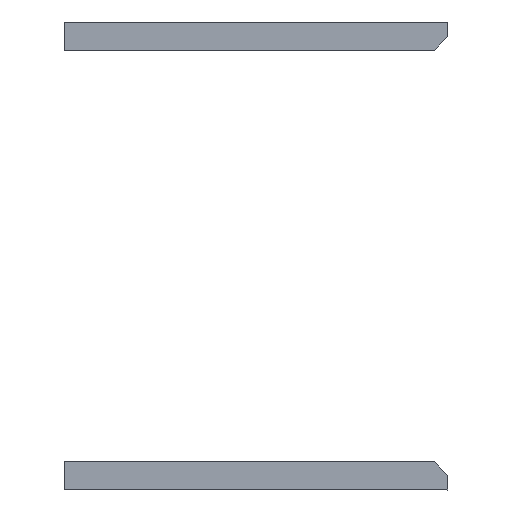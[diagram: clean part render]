
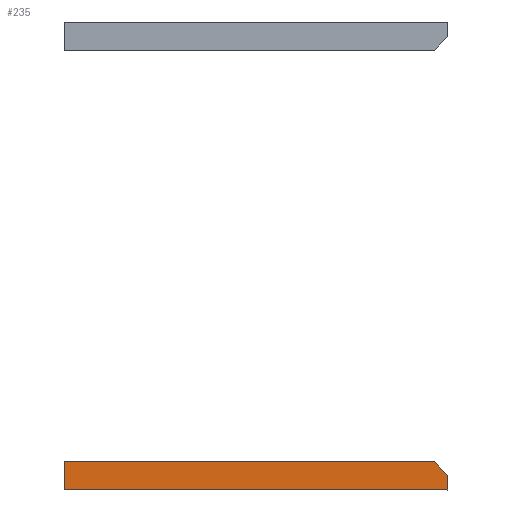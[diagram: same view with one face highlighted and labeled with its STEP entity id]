
A CAD part, front view. The second image highlights one B-rep face of the part: STEP entity #235.
In plain terms, the highlighted planar face has unit normal (0, -1, 0).
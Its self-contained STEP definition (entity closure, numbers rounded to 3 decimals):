
#23=FACE_OUTER_BOUND('',#37,.T.);
#37=EDGE_LOOP('',(#180,#181,#182,#183,#184));
#45=LINE('',#336,#75);
#49=LINE('',#344,#79);
#52=LINE('',#350,#82);
#55=LINE('',#356,#85);
#58=LINE('',#361,#88);
#75=VECTOR('',#276,10.);
#79=VECTOR('',#282,10.);
#82=VECTOR('',#287,10.);
#85=VECTOR('',#292,10.);
#88=VECTOR('',#297,10.);
#105=VERTEX_POINT('',#334);
#106=VERTEX_POINT('',#335);
#109=VERTEX_POINT('',#343);
#111=VERTEX_POINT('',#349);
#113=VERTEX_POINT('',#355);
#125=EDGE_CURVE('',#105,#106,#45,.T.);
#129=EDGE_CURVE('',#109,#106,#49,.T.);
#132=EDGE_CURVE('',#111,#109,#52,.T.);
#135=EDGE_CURVE('',#113,#111,#55,.T.);
#138=EDGE_CURVE('',#105,#113,#58,.T.);
#180=ORIENTED_EDGE('',*,*,#138,.T.);
#181=ORIENTED_EDGE('',*,*,#135,.T.);
#182=ORIENTED_EDGE('',*,*,#132,.T.);
#183=ORIENTED_EDGE('',*,*,#129,.T.);
#184=ORIENTED_EDGE('',*,*,#125,.F.);
#221=PLANE('',#264);
#235=ADVANCED_FACE('',(#23),#221,.T.);
#264=AXIS2_PLACEMENT_3D('',#364,#301,#302);
#276=DIRECTION('',(0.,0.,1.));
#282=DIRECTION('',(-1.,0.,0.));
#287=DIRECTION('',(-0.707,0.,0.707));
#292=DIRECTION('',(0.,0.,1.));
#297=DIRECTION('',(1.,0.,0.));
#301=DIRECTION('center_axis',(0.,-1.,0.));
#302=DIRECTION('ref_axis',(-1.,0.,0.));
#334=CARTESIAN_POINT('',(-622.529,356.289,583.688));
#335=CARTESIAN_POINT('',(-622.529,356.289,594.16));
#336=CARTESIAN_POINT('',(-622.529,356.289,583.688));
#343=CARTESIAN_POINT('',(-484.729,356.289,594.16));
#344=CARTESIAN_POINT('',(-484.729,356.289,594.16));
#349=CARTESIAN_POINT('',(-479.729,356.289,589.16));
#350=CARTESIAN_POINT('',(-479.729,356.289,589.16));
#355=CARTESIAN_POINT('',(-479.729,356.289,583.688));
#356=CARTESIAN_POINT('',(-479.729,356.289,583.688));
#361=CARTESIAN_POINT('',(-622.529,356.289,583.688));
#364=CARTESIAN_POINT('Origin',(-551.129,356.289,588.924));
